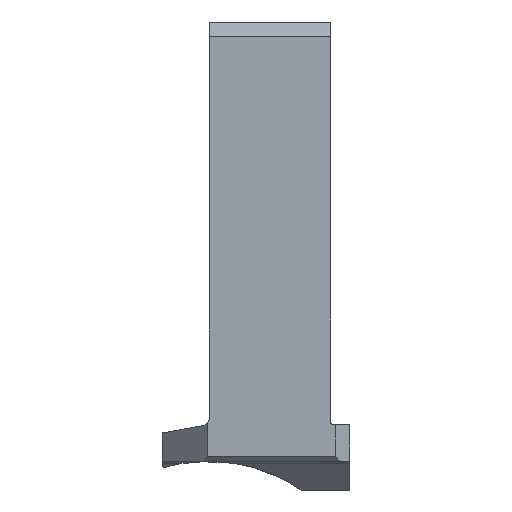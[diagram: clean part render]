
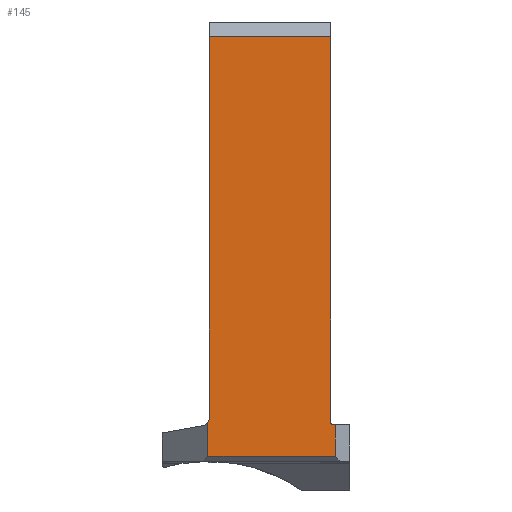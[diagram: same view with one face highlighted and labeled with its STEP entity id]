
A CAD part, left-side view. The second image highlights one B-rep face of the part: STEP entity #145.
In plain terms, the highlighted planar face has unit normal (-1, 0, 0).
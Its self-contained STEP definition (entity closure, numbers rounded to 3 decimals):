
#110=PLANE('',#1508);
#145=ADVANCED_FACE('CU_RIGHT_SU1',(#227),#110,.T.);
#227=FACE_OUTER_BOUND('',#289,.T.);
#289=EDGE_LOOP('',(#603,#604,#605,#606,#607,#608,#609,#610,#611));
#351=CIRCLE('',#1506,0.5);
#352=CIRCLE('',#1507,1.6);
#391=LINE('',#2139,#477);
#392=LINE('',#2142,#478);
#393=LINE('',#2144,#479);
#394=LINE('',#2148,#480);
#395=LINE('',#2150,#481);
#396=LINE('',#2152,#482);
#397=LINE('',#2156,#483);
#477=VECTOR('',#1641,1.);
#478=VECTOR('',#1642,1.);
#479=VECTOR('',#1643,1.);
#480=VECTOR('',#1646,1.);
#481=VECTOR('',#1647,1.);
#482=VECTOR('',#1648,1.);
#483=VECTOR('',#1651,1.);
#603=ORIENTED_EDGE('',*,*,#1156,.T.);
#604=ORIENTED_EDGE('',*,*,#1157,.T.);
#605=ORIENTED_EDGE('',*,*,#1158,.T.);
#606=ORIENTED_EDGE('',*,*,#1159,.T.);
#607=ORIENTED_EDGE('',*,*,#1160,.T.);
#608=ORIENTED_EDGE('',*,*,#1161,.T.);
#609=ORIENTED_EDGE('',*,*,#1162,.T.);
#610=ORIENTED_EDGE('',*,*,#1163,.T.);
#611=ORIENTED_EDGE('',*,*,#1164,.F.);
#1001=VERTEX_POINT('',#2140);
#1002=VERTEX_POINT('',#2141);
#1003=VERTEX_POINT('',#2143);
#1004=VERTEX_POINT('',#2145);
#1005=VERTEX_POINT('',#2147);
#1006=VERTEX_POINT('',#2149);
#1007=VERTEX_POINT('',#2151);
#1008=VERTEX_POINT('',#2153);
#1009=VERTEX_POINT('',#2155);
#1156=EDGE_CURVE('',#1001,#1002,#391,.T.);
#1157=EDGE_CURVE('',#1002,#1003,#392,.T.);
#1158=EDGE_CURVE('',#1003,#1004,#393,.T.);
#1159=EDGE_CURVE('',#1004,#1005,#351,.T.);
#1160=EDGE_CURVE('',#1005,#1006,#394,.T.);
#1161=EDGE_CURVE('',#1006,#1007,#395,.T.);
#1162=EDGE_CURVE('',#1007,#1008,#396,.T.);
#1163=EDGE_CURVE('',#1008,#1009,#352,.T.);
#1164=EDGE_CURVE('',#1001,#1009,#397,.T.);
#1506=AXIS2_PLACEMENT_3D('',#2146,#1644,#1645);
#1507=AXIS2_PLACEMENT_3D('',#2154,#1649,#1650);
#1508=AXIS2_PLACEMENT_3D('',#2157,#1652,#1653);
#1641=DIRECTION('',(0.,-1.,0.));
#1642=DIRECTION('',(0.,0.,1.));
#1643=DIRECTION('',(0.,1.,0.));
#1644=DIRECTION('',(1.,0.,0.));
#1645=DIRECTION('',(0.,0.,1.));
#1646=DIRECTION('',(0.,0.,1.));
#1647=DIRECTION('',(0.,1.,0.));
#1648=DIRECTION('',(0.,0.,-1.));
#1649=DIRECTION('',(1.,0.,0.));
#1650=DIRECTION('',(0.,0.,1.));
#1651=DIRECTION('',(0.,0.,1.));
#1652=DIRECTION('',(-1.,0.,0.));
#1653=DIRECTION('',(0.,0.,1.));
#2139=CARTESIAN_POINT('',(0.,-110.,-90.65));
#2140=CARTESIAN_POINT('',(0.,25.6,-90.65));
#2141=CARTESIAN_POINT('',(0.,-1.,-90.65));
#2142=CARTESIAN_POINT('',(0.,-1.,-134.));
#2143=CARTESIAN_POINT('',(0.,-1.,-84.));
#2144=CARTESIAN_POINT('',(0.,-100.,-84.));
#2145=CARTESIAN_POINT('',(0.,-0.5,-84.));
#2146=CARTESIAN_POINT('',(0.,-0.5,-83.5));
#2147=CARTESIAN_POINT('',(0.,0.,-83.5));
#2148=CARTESIAN_POINT('',(0.,0.,-84.));
#2149=CARTESIAN_POINT('',(0.,0.,-3.));
#2150=CARTESIAN_POINT('',(0.,0.,-3.));
#2151=CARTESIAN_POINT('',(0.,25.325,-3.));
#2152=CARTESIAN_POINT('',(0.,25.325,0.));
#2153=CARTESIAN_POINT('',(0.,25.325,-82.657));
#2154=CARTESIAN_POINT('',(0.,26.925,-82.657));
#2155=CARTESIAN_POINT('',(0.,25.6,-83.554));
#2156=CARTESIAN_POINT('',(0.,25.6,-112.));
#2157=CARTESIAN_POINT('',(0.,-110.,-112.));
